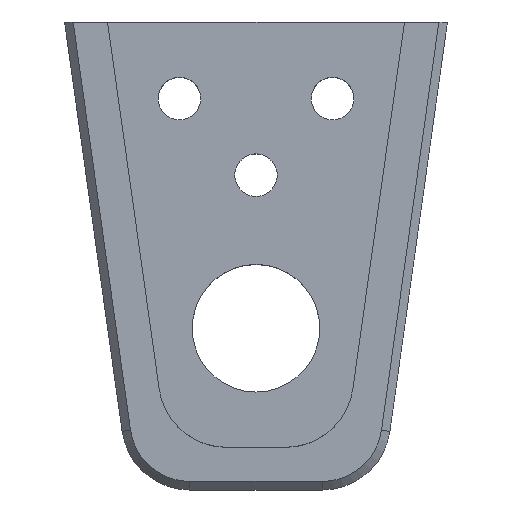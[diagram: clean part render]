
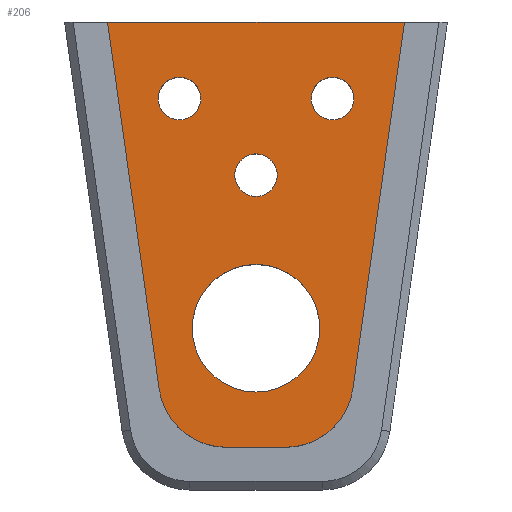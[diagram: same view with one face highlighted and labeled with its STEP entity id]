
A CAD part, top view. The second image highlights one B-rep face of the part: STEP entity #206.
In plain terms, the highlighted planar face has unit normal (0, 0, 1).
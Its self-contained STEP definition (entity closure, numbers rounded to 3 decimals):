
#5 = ORIENTED_EDGE ( 'NONE', *, *, #843, .F. ) ;
#8 = AXIS2_PLACEMENT_3D ( 'NONE', #447, #24, #585 ) ;
#18 = VERTEX_POINT ( 'NONE', #528 ) ;
#24 = DIRECTION ( 'NONE',  ( 0., 0., 1. ) ) ;
#25 = CARTESIAN_POINT ( 'NONE',  ( 12.076, -50., 10.5 ) ) ;
#35 = DIRECTION ( 'NONE',  ( 1., 0., 0. ) ) ;
#36 = CIRCLE ( 'NONE', #114, 2.5 ) ;
#38 = DIRECTION ( 'NONE',  ( 1., 0., 0. ) ) ;
#50 = AXIS2_PLACEMENT_3D ( 'NONE', #518, #594, #101 ) ;
#71 = CARTESIAN_POINT ( 'NONE',  ( 25.97, -50., 10.5 ) ) ;
#76 = ORIENTED_EDGE ( 'NONE', *, *, #806, .T. ) ;
#84 = FACE_BOUND ( 'NONE', #384, .T. ) ;
#101 = DIRECTION ( 'NONE',  ( 1., 0., 0. ) ) ;
#105 = CARTESIAN_POINT ( 'NONE',  ( 31.5, -9., 10.5 ) ) ;
#114 = AXIS2_PLACEMENT_3D ( 'NONE', #256, #336, #38 ) ;
#116 = CARTESIAN_POINT ( 'NONE',  ( 31.5, -9., 10.5 ) ) ;
#124 = DIRECTION ( 'NONE',  ( 1., 0., 0. ) ) ;
#141 = ORIENTED_EDGE ( 'NONE', *, *, #795, .T. ) ;
#145 = AXIS2_PLACEMENT_3D ( 'NONE', #462, #815, #902 ) ;
#160 = AXIS2_PLACEMENT_3D ( 'NONE', #331, #320, #167 ) ;
#163 = CARTESIAN_POINT ( 'NONE',  ( 19.03, -50., 10.5 ) ) ;
#167 = DIRECTION ( 'NONE',  ( 1., 0., 0. ) ) ;
#172 = AXIS2_PLACEMENT_3D ( 'NONE', #105, #262, #378 ) ;
#181 = EDGE_CURVE ( 'NONE', #702, #366, #912, .T. ) ;
#188 = DIRECTION ( 'NONE',  ( 1., 0., 0. ) ) ;
#195 = CARTESIAN_POINT ( 'NONE',  ( 5.049, 0., 10.5 ) ) ;
#202 = ORIENTED_EDGE ( 'NONE', *, *, #678, .T. ) ;
#206 = ADVANCED_FACE ( 'NONE', ( #522, #878, #84, #893, #810 ), #306, .T. ) ;
#209 = ORIENTED_EDGE ( 'NONE', *, *, #856, .F. ) ;
#215 = EDGE_CURVE ( 'NONE', #18, #295, #409, .T. ) ;
#224 = CIRCLE ( 'NONE', #145, 2.5 ) ;
#225 = EDGE_CURVE ( 'NONE', #890, #467, #242, .T. ) ;
#238 = ORIENTED_EDGE ( 'NONE', *, *, #482, .F. ) ;
#242 = LINE ( 'NONE', #873, #531 ) ;
#252 = DIRECTION ( 'NONE',  ( 0., 0., 1. ) ) ;
#253 = CIRCLE ( 'NONE', #849, 8. ) ;
#256 = CARTESIAN_POINT ( 'NONE',  ( 22.5, -18., 10.5 ) ) ;
#262 = DIRECTION ( 'NONE',  ( 0., 0., 1. ) ) ;
#268 = VECTOR ( 'NONE', #35, 1000. ) ;
#279 = CARTESIAN_POINT ( 'NONE',  ( 29., -9., 10.5 ) ) ;
#287 = ORIENTED_EDGE ( 'NONE', *, *, #225, .T. ) ;
#295 = VERTEX_POINT ( 'NONE', #395 ) ;
#299 = CIRCLE ( 'NONE', #160, 8. ) ;
#306 = PLANE ( 'NONE',  #693 ) ;
#307 = CARTESIAN_POINT ( 'NONE',  ( 11., -9., 10.5 ) ) ;
#320 = DIRECTION ( 'NONE',  ( 0., 0., 1. ) ) ;
#327 = CIRCLE ( 'NONE', #897, 2.5 ) ;
#329 = CIRCLE ( 'NONE', #172, 2.5 ) ;
#331 = CARTESIAN_POINT ( 'NONE',  ( 25.97, -42., 10.5 ) ) ;
#336 = DIRECTION ( 'NONE',  ( 0., 0., 1. ) ) ;
#338 = CARTESIAN_POINT ( 'NONE',  ( 33.892, -43.113, 10.5 ) ) ;
#339 = DIRECTION ( 'NONE',  ( 0., 0., 1. ) ) ;
#344 = EDGE_CURVE ( 'NONE', #366, #702, #36, .T. ) ;
#349 = CARTESIAN_POINT ( 'NONE',  ( 39.951, 0., 10.5 ) ) ;
#365 = EDGE_CURVE ( 'NONE', #542, #406, #327, .T. ) ;
#366 = VERTEX_POINT ( 'NONE', #401 ) ;
#378 = DIRECTION ( 'NONE',  ( 1., 0., 0. ) ) ;
#384 = EDGE_LOOP ( 'NONE', ( #627, #497 ) ) ;
#395 = CARTESIAN_POINT ( 'NONE',  ( 15., -36., 10.5 ) ) ;
#401 = CARTESIAN_POINT ( 'NONE',  ( 25., -18., 10.5 ) ) ;
#406 = VERTEX_POINT ( 'NONE', #279 ) ;
#408 = DIRECTION ( 'NONE',  ( 0., 0., 1. ) ) ;
#409 = CIRCLE ( 'NONE', #8, 7.5 ) ;
#414 = ORIENTED_EDGE ( 'NONE', *, *, #215, .F. ) ;
#423 = CARTESIAN_POINT ( 'NONE',  ( 5.049, 0., 10.5 ) ) ;
#429 = EDGE_LOOP ( 'NONE', ( #141, #76, #287, #464, #868, #202 ) ) ;
#439 = CARTESIAN_POINT ( 'NONE',  ( 20., -18., 10.5 ) ) ;
#447 = CARTESIAN_POINT ( 'NONE',  ( 22.5, -36., 10.5 ) ) ;
#462 = CARTESIAN_POINT ( 'NONE',  ( 13.5, -9., 10.5 ) ) ;
#464 = ORIENTED_EDGE ( 'NONE', *, *, #511, .T. ) ;
#467 = VERTEX_POINT ( 'NONE', #349 ) ;
#482 = EDGE_CURVE ( 'NONE', #814, #666, #577, .T. ) ;
#486 = CIRCLE ( 'NONE', #532, 7.5 ) ;
#488 = CARTESIAN_POINT ( 'NONE',  ( 13.5, -9., 10.5 ) ) ;
#496 = LINE ( 'NONE', #195, #788 ) ;
#497 = ORIENTED_EDGE ( 'NONE', *, *, #181, .F. ) ;
#503 = EDGE_LOOP ( 'NONE', ( #414, #791 ) ) ;
#506 = EDGE_CURVE ( 'NONE', #295, #18, #486, .T. ) ;
#507 = CARTESIAN_POINT ( 'NONE',  ( 19.03, -42., 10.5 ) ) ;
#511 = EDGE_CURVE ( 'NONE', #467, #722, #496, .T. ) ;
#518 = CARTESIAN_POINT ( 'NONE',  ( 22.5, -18., 10.5 ) ) ;
#522 = FACE_BOUND ( 'NONE', #503, .T. ) ;
#528 = CARTESIAN_POINT ( 'NONE',  ( 30., -36., 10.5 ) ) ;
#529 = CARTESIAN_POINT ( 'NONE',  ( 5.049, 0., 10.5 ) ) ;
#531 = VECTOR ( 'NONE', #733, 1000. ) ;
#532 = AXIS2_PLACEMENT_3D ( 'NONE', #766, #408, #706 ) ;
#542 = VERTEX_POINT ( 'NONE', #847 ) ;
#543 = CARTESIAN_POINT ( 'NONE',  ( 16., -9., 10.5 ) ) ;
#550 = EDGE_LOOP ( 'NONE', ( #686, #5 ) ) ;
#577 = CIRCLE ( 'NONE', #681, 2.5 ) ;
#585 = DIRECTION ( 'NONE',  ( 1., 0., 0. ) ) ;
#590 = DIRECTION ( 'NONE',  ( 1., 0., 0. ) ) ;
#594 = DIRECTION ( 'NONE',  ( 0., 0., 1. ) ) ;
#627 = ORIENTED_EDGE ( 'NONE', *, *, #344, .F. ) ;
#628 = DIRECTION ( 'NONE',  ( -1., 0., 0. ) ) ;
#643 = VERTEX_POINT ( 'NONE', #71 ) ;
#646 = VERTEX_POINT ( 'NONE', #163 ) ;
#657 = DIRECTION ( 'NONE',  ( 0., 0., 1. ) ) ;
#658 = DIRECTION ( 'NONE',  ( 1., 0., 0. ) ) ;
#666 = VERTEX_POINT ( 'NONE', #307 ) ;
#678 = EDGE_CURVE ( 'NONE', #787, #646, #253, .T. ) ;
#681 = AXIS2_PLACEMENT_3D ( 'NONE', #488, #339, #124 ) ;
#686 = ORIENTED_EDGE ( 'NONE', *, *, #365, .F. ) ;
#693 = AXIS2_PLACEMENT_3D ( 'NONE', #807, #252, #658 ) ;
#695 = VECTOR ( 'NONE', #708, 1000. ) ;
#702 = VERTEX_POINT ( 'NONE', #439 ) ;
#706 = DIRECTION ( 'NONE',  ( 1., 0., 0. ) ) ;
#708 = DIRECTION ( 'NONE',  ( 0.139, -0.99, 0. ) ) ;
#717 = LINE ( 'NONE', #423, #695 ) ;
#722 = VERTEX_POINT ( 'NONE', #529 ) ;
#733 = DIRECTION ( 'NONE',  ( 0.139, 0.99, 0. ) ) ;
#766 = CARTESIAN_POINT ( 'NONE',  ( 22.5, -36., 10.5 ) ) ;
#787 = VERTEX_POINT ( 'NONE', #896 ) ;
#788 = VECTOR ( 'NONE', #628, 1000. ) ;
#791 = ORIENTED_EDGE ( 'NONE', *, *, #506, .F. ) ;
#795 = EDGE_CURVE ( 'NONE', #646, #643, #906, .T. ) ;
#806 = EDGE_CURVE ( 'NONE', #643, #890, #299, .T. ) ;
#807 = CARTESIAN_POINT ( 'NONE',  ( 0., 0., 10.5 ) ) ;
#810 = FACE_OUTER_BOUND ( 'NONE', #429, .T. ) ;
#814 = VERTEX_POINT ( 'NONE', #543 ) ;
#815 = DIRECTION ( 'NONE',  ( 0., 0., 1. ) ) ;
#843 = EDGE_CURVE ( 'NONE', #406, #542, #329, .T. ) ;
#847 = CARTESIAN_POINT ( 'NONE',  ( 34., -9., 10.5 ) ) ;
#849 = AXIS2_PLACEMENT_3D ( 'NONE', #507, #657, #590 ) ;
#853 = EDGE_LOOP ( 'NONE', ( #238, #209 ) ) ;
#856 = EDGE_CURVE ( 'NONE', #666, #814, #224, .T. ) ;
#868 = ORIENTED_EDGE ( 'NONE', *, *, #908, .T. ) ;
#873 = CARTESIAN_POINT ( 'NONE',  ( 32.924, -50., 10.5 ) ) ;
#878 = FACE_BOUND ( 'NONE', #853, .T. ) ;
#890 = VERTEX_POINT ( 'NONE', #338 ) ;
#893 = FACE_BOUND ( 'NONE', #550, .T. ) ;
#896 = CARTESIAN_POINT ( 'NONE',  ( 11.108, -43.113, 10.5 ) ) ;
#897 = AXIS2_PLACEMENT_3D ( 'NONE', #116, #907, #188 ) ;
#902 = DIRECTION ( 'NONE',  ( 1., 0., 0. ) ) ;
#906 = LINE ( 'NONE', #25, #268 ) ;
#907 = DIRECTION ( 'NONE',  ( 0., 0., 1. ) ) ;
#908 = EDGE_CURVE ( 'NONE', #722, #787, #717, .T. ) ;
#912 = CIRCLE ( 'NONE', #50, 2.5 ) ;
